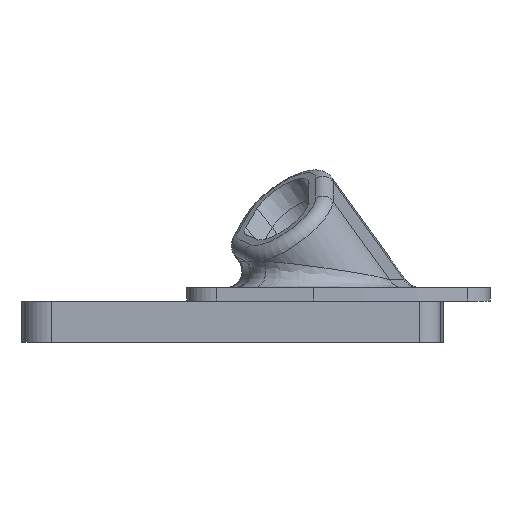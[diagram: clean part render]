
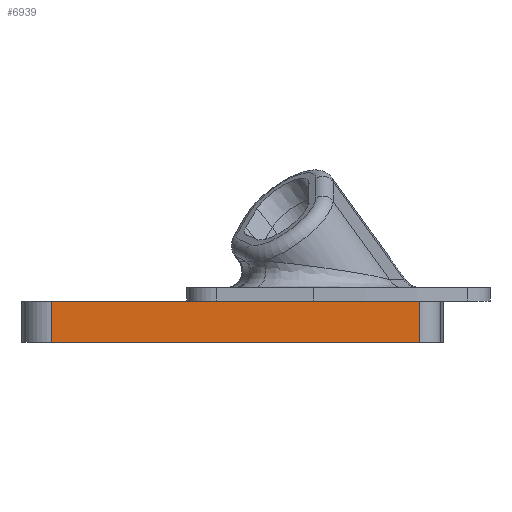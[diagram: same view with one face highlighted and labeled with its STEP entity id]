
A CAD part, left-side view. The second image highlights one B-rep face of the part: STEP entity #6939.
In plain terms, the highlighted planar face has unit normal (-1, 0, 0).
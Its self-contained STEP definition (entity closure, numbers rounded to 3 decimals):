
#3689 = PLANE('',#3690);
#3690 = AXIS2_PLACEMENT_3D('',#3691,#3692,#3693);
#3691 = CARTESIAN_POINT('',(0.,0.,-1.6));
#3692 = DIRECTION('',(0.,0.,1.));
#3693 = DIRECTION('',(1.,0.,0.));
#4152 = VERTEX_POINT('',#4153);
#4153 = CARTESIAN_POINT('',(-72.8,18.4,-1.6));
#4167 = PLANE('',#4168);
#4168 = AXIS2_PLACEMENT_3D('',#4169,#4170,#4171);
#4169 = CARTESIAN_POINT('',(0.,12.8,-1.6));
#4170 = DIRECTION('',(0.,0.,-1.));
#4171 = DIRECTION('',(-1.,0.,0.));
#5615 = EDGE_CURVE('',#4152,#5616,#5618,.T.);
#5616 = VERTEX_POINT('',#5617);
#5617 = CARTESIAN_POINT('',(-72.8,-9.8,-1.6));
#5618 = SURFACE_CURVE('',#5619,(#5623,#5630),.PCURVE_S1.);
#5619 = LINE('',#5620,#5621);
#5620 = CARTESIAN_POINT('',(-72.8,-4.9,-1.6));
#5621 = VECTOR('',#5622,1.);
#5622 = DIRECTION('',(0.,-1.,0.));
#5623 = PCURVE('',#3689,#5624);
#5624 = DEFINITIONAL_REPRESENTATION('',(#5625),#5629);
#5625 = LINE('',#5626,#5627);
#5626 = CARTESIAN_POINT('',(-72.8,-4.9));
#5627 = VECTOR('',#5628,1.);
#5628 = DIRECTION('',(0.,-1.));
#5629 = ( GEOMETRIC_REPRESENTATION_CONTEXT(2) 
PARAMETRIC_REPRESENTATION_CONTEXT() REPRESENTATION_CONTEXT('2D SPACE',''
  ) );
#5630 = PCURVE('',#5631,#5636);
#5631 = PLANE('',#5632);
#5632 = AXIS2_PLACEMENT_3D('',#5633,#5634,#5635);
#5633 = CARTESIAN_POINT('',(-72.8,-9.8,-1.6));
#5634 = DIRECTION('',(-1.,0.,0.));
#5635 = DIRECTION('',(0.,1.,0.));
#5636 = DEFINITIONAL_REPRESENTATION('',(#5637),#5641);
#5637 = LINE('',#5638,#5639);
#5638 = CARTESIAN_POINT('',(4.9,0.));
#5639 = VECTOR('',#5640,1.);
#5640 = DIRECTION('',(-1.,0.));
#5641 = ( GEOMETRIC_REPRESENTATION_CONTEXT(2) 
PARAMETRIC_REPRESENTATION_CONTEXT() REPRESENTATION_CONTEXT('2D SPACE',''
  ) );
#5660 = CYLINDRICAL_SURFACE('',#5661,2.6);
#5661 = AXIS2_PLACEMENT_3D('',#5662,#5663,#5664);
#5662 = CARTESIAN_POINT('',(-70.2,-9.8,-1.6));
#5663 = DIRECTION('',(0.,0.,-1.));
#5664 = DIRECTION('',(0.,-1.,0.));
#5966 = VERTEX_POINT('',#5967);
#5967 = CARTESIAN_POINT('',(-72.8,34.8,-1.6));
#5982 = CYLINDRICAL_SURFACE('',#5983,3.6);
#5983 = AXIS2_PLACEMENT_3D('',#5984,#5985,#5986);
#5984 = CARTESIAN_POINT('',(-69.2,34.8,-1.6));
#5985 = DIRECTION('',(0.,0.,-1.));
#5986 = DIRECTION('',(-1.,0.,0.));
#5994 = EDGE_CURVE('',#4152,#5966,#5995,.T.);
#5995 = SURFACE_CURVE('',#5996,(#6000,#6007),.PCURVE_S1.);
#5996 = LINE('',#5997,#5998);
#5997 = CARTESIAN_POINT('',(-72.8,-9.8,-1.6));
#5998 = VECTOR('',#5999,1.);
#5999 = DIRECTION('',(0.,1.,0.));
#6000 = PCURVE('',#4167,#6001);
#6001 = DEFINITIONAL_REPRESENTATION('',(#6002),#6006);
#6002 = LINE('',#6003,#6004);
#6003 = CARTESIAN_POINT('',(72.8,-22.6));
#6004 = VECTOR('',#6005,1.);
#6005 = DIRECTION('',(0.,1.));
#6006 = ( GEOMETRIC_REPRESENTATION_CONTEXT(2) 
PARAMETRIC_REPRESENTATION_CONTEXT() REPRESENTATION_CONTEXT('2D SPACE',''
  ) );
#6007 = PCURVE('',#5631,#6008);
#6008 = DEFINITIONAL_REPRESENTATION('',(#6009),#6013);
#6009 = LINE('',#6010,#6011);
#6010 = CARTESIAN_POINT('',(0.,0.));
#6011 = VECTOR('',#6012,1.);
#6012 = DIRECTION('',(1.,0.));
#6013 = ( GEOMETRIC_REPRESENTATION_CONTEXT(2) 
PARAMETRIC_REPRESENTATION_CONTEXT() REPRESENTATION_CONTEXT('2D SPACE',''
  ) );
#6939 = ADVANCED_FACE('',(#6940),#5631,.T.);
#6940 = FACE_BOUND('',#6941,.T.);
#6941 = EDGE_LOOP('',(#6942,#6943,#6944,#6967,#6995));
#6942 = ORIENTED_EDGE('',*,*,#5615,.F.);
#6943 = ORIENTED_EDGE('',*,*,#5994,.T.);
#6944 = ORIENTED_EDGE('',*,*,#6945,.T.);
#6945 = EDGE_CURVE('',#5966,#6946,#6948,.T.);
#6946 = VERTEX_POINT('',#6947);
#6947 = CARTESIAN_POINT('',(-72.8,34.8,-6.6));
#6948 = SURFACE_CURVE('',#6949,(#6953,#6960),.PCURVE_S1.);
#6949 = LINE('',#6950,#6951);
#6950 = CARTESIAN_POINT('',(-72.8,34.8,-1.6));
#6951 = VECTOR('',#6952,1.);
#6952 = DIRECTION('',(0.,0.,-1.));
#6953 = PCURVE('',#5631,#6954);
#6954 = DEFINITIONAL_REPRESENTATION('',(#6955),#6959);
#6955 = LINE('',#6956,#6957);
#6956 = CARTESIAN_POINT('',(44.6,0.));
#6957 = VECTOR('',#6958,1.);
#6958 = DIRECTION('',(0.,1.));
#6959 = ( GEOMETRIC_REPRESENTATION_CONTEXT(2) 
PARAMETRIC_REPRESENTATION_CONTEXT() REPRESENTATION_CONTEXT('2D SPACE',''
  ) );
#6960 = PCURVE('',#5982,#6961);
#6961 = DEFINITIONAL_REPRESENTATION('',(#6962),#6966);
#6962 = LINE('',#6963,#6964);
#6963 = CARTESIAN_POINT('',(0.,0.));
#6964 = VECTOR('',#6965,1.);
#6965 = DIRECTION('',(0.,1.));
#6966 = ( GEOMETRIC_REPRESENTATION_CONTEXT(2) 
PARAMETRIC_REPRESENTATION_CONTEXT() REPRESENTATION_CONTEXT('2D SPACE',''
  ) );
#6967 = ORIENTED_EDGE('',*,*,#6968,.F.);
#6968 = EDGE_CURVE('',#6969,#6946,#6971,.T.);
#6969 = VERTEX_POINT('',#6970);
#6970 = CARTESIAN_POINT('',(-72.8,-9.8,-6.6));
#6971 = SURFACE_CURVE('',#6972,(#6976,#6983),.PCURVE_S1.);
#6972 = LINE('',#6973,#6974);
#6973 = CARTESIAN_POINT('',(-72.8,-9.8,-6.6));
#6974 = VECTOR('',#6975,1.);
#6975 = DIRECTION('',(0.,1.,0.));
#6976 = PCURVE('',#5631,#6977);
#6977 = DEFINITIONAL_REPRESENTATION('',(#6978),#6982);
#6978 = LINE('',#6979,#6980);
#6979 = CARTESIAN_POINT('',(0.,5.));
#6980 = VECTOR('',#6981,1.);
#6981 = DIRECTION('',(1.,0.));
#6982 = ( GEOMETRIC_REPRESENTATION_CONTEXT(2) 
PARAMETRIC_REPRESENTATION_CONTEXT() REPRESENTATION_CONTEXT('2D SPACE',''
  ) );
#6983 = PCURVE('',#6984,#6989);
#6984 = PLANE('',#6985);
#6985 = AXIS2_PLACEMENT_3D('',#6986,#6987,#6988);
#6986 = CARTESIAN_POINT('',(0.,12.8,-6.6));
#6987 = DIRECTION('',(0.,0.,-1.));
#6988 = DIRECTION('',(-1.,0.,0.));
#6989 = DEFINITIONAL_REPRESENTATION('',(#6990),#6994);
#6990 = LINE('',#6991,#6992);
#6991 = CARTESIAN_POINT('',(72.8,-22.6));
#6992 = VECTOR('',#6993,1.);
#6993 = DIRECTION('',(0.,1.));
#6994 = ( GEOMETRIC_REPRESENTATION_CONTEXT(2) 
PARAMETRIC_REPRESENTATION_CONTEXT() REPRESENTATION_CONTEXT('2D SPACE',''
  ) );
#6995 = ORIENTED_EDGE('',*,*,#6996,.F.);
#6996 = EDGE_CURVE('',#5616,#6969,#6997,.T.);
#6997 = SURFACE_CURVE('',#6998,(#7002,#7009),.PCURVE_S1.);
#6998 = LINE('',#6999,#7000);
#6999 = CARTESIAN_POINT('',(-72.8,-9.8,-1.6));
#7000 = VECTOR('',#7001,1.);
#7001 = DIRECTION('',(0.,0.,-1.));
#7002 = PCURVE('',#5631,#7003);
#7003 = DEFINITIONAL_REPRESENTATION('',(#7004),#7008);
#7004 = LINE('',#7005,#7006);
#7005 = CARTESIAN_POINT('',(0.,0.));
#7006 = VECTOR('',#7007,1.);
#7007 = DIRECTION('',(0.,1.));
#7008 = ( GEOMETRIC_REPRESENTATION_CONTEXT(2) 
PARAMETRIC_REPRESENTATION_CONTEXT() REPRESENTATION_CONTEXT('2D SPACE',''
  ) );
#7009 = PCURVE('',#5660,#7010);
#7010 = DEFINITIONAL_REPRESENTATION('',(#7011),#7015);
#7011 = LINE('',#7012,#7013);
#7012 = CARTESIAN_POINT('',(1.571,0.));
#7013 = VECTOR('',#7014,1.);
#7014 = DIRECTION('',(0.,1.));
#7015 = ( GEOMETRIC_REPRESENTATION_CONTEXT(2) 
PARAMETRIC_REPRESENTATION_CONTEXT() REPRESENTATION_CONTEXT('2D SPACE',''
  ) );
